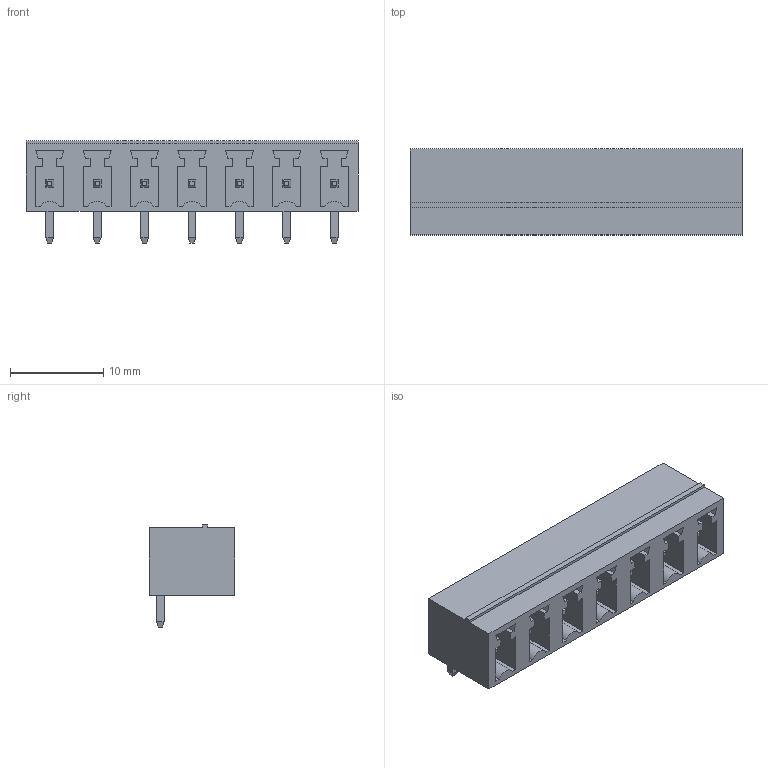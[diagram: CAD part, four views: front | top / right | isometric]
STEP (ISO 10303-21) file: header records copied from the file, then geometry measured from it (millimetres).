
FILE_DESCRIPTION(/* description */ ('model of PhoenixContact_MC-G_07x5.08mm_Angled.'),/* implementation_level */ FILE_NAME(/* name */ 'PhoenixContact_MC-G_07x5.08mm_Angled..stp',/* time_stamp */ '2017-02-23T22:02:05',/* author */ ('Rene Poeschl',''),/* organization */ (''),/* preprocessor_version */ '',/* originating_system */ '',/* authorisation */ '');
FILE_NAME(/* name */ 'PhoenixContact_MC-G_07x5.08mm_Angled..stp',/* time_stamp */ '2017-02-23T22:02:05',/* author */ ('Rene Poeschl',''),/* organization */ (''),/* preprocessor_version */ '',/* originating_system */ '',/* authorisation */ '');
FILE_SCHEMA(('AUTOMOTIVE_DESIGN_CC2 { 1 2 10303 214 -1 1 5 4 }'));
Length unit declared in the file: millimetre
Products named in the file (1): MC_01x07_G_5_08mm
Bounding box: 35.56 x 9.2 x 10.95 mm (x, y, z)
Volume: 1698.8 mm3; surface area: 2488.3 mm2
Topology: 1 solids, 1 shells, 241 faces, 598 edges, 380 vertices
Faces by surface type: plane 234, cylinder 7
Entity records: 16321 total; most frequent: CARTESIAN_POINT 2570, DIRECTION 2173, LINE 1654, VECTOR 1654, ORIENTED_EDGE 1196, PCURVE 1196, DEFINITIONAL_REPRESENTATION 1196, EDGE_CURVE 598
